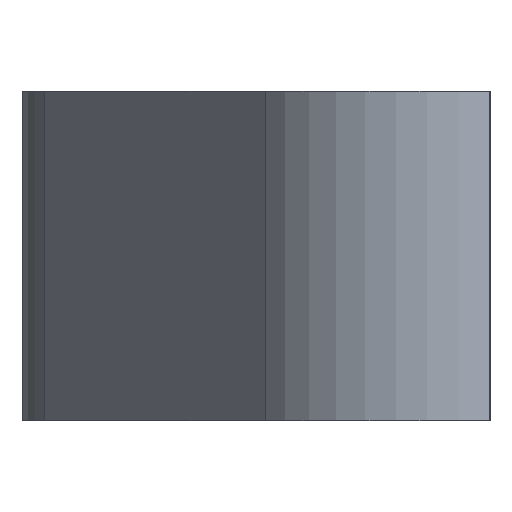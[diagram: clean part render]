
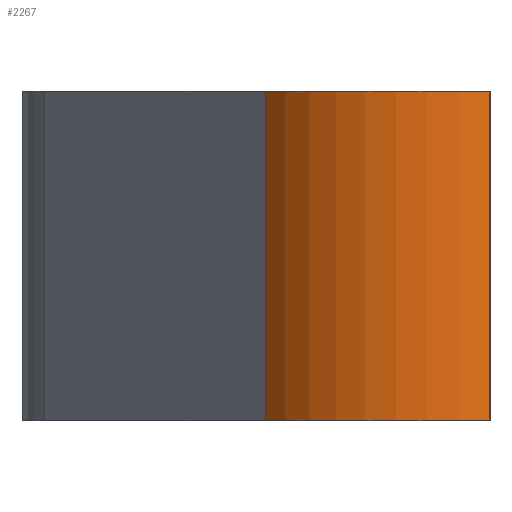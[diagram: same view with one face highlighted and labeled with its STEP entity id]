
A CAD part, left-side view. The second image highlights one B-rep face of the part: STEP entity #2267.
In plain terms, the highlighted cylindrical face has radius 5 mm (diameter 10 mm), a partial arc.
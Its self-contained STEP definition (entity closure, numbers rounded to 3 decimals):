
#44 = PLANE('',#45);
#45 = AXIS2_PLACEMENT_3D('',#46,#47,#48);
#46 = CARTESIAN_POINT('',(0.466,4.578,0.));
#47 = DIRECTION('',(-0.,-0.,-1.));
#48 = DIRECTION('',(-1.,0.,0.));
#100 = PLANE('',#101);
#101 = AXIS2_PLACEMENT_3D('',#102,#103,#104);
#102 = CARTESIAN_POINT('',(0.466,4.578,8.));
#103 = DIRECTION('',(0.,0.,1.));
#104 = DIRECTION('',(1.,0.,0.));
#524 = VERTEX_POINT('',#525);
#525 = CARTESIAN_POINT('',(-37.311,-1.36,0.));
#539 = PLANE('',#540);
#540 = AXIS2_PLACEMENT_3D('',#541,#542,#543);
#541 = CARTESIAN_POINT('',(-37.311,-1.36,0.));
#542 = DIRECTION('',(0.,1.,0.));
#543 = DIRECTION('',(1.,0.,0.));
#551 = EDGE_CURVE('',#552,#524,#554,.T.);
#552 = VERTEX_POINT('',#553);
#553 = CARTESIAN_POINT('',(-35.37,4.094,0.));
#554 = SURFACE_CURVE('',#555,(#560,#571),.PCURVE_S1.);
#555 = CIRCLE('',#556,5.);
#556 = AXIS2_PLACEMENT_3D('',#557,#558,#559);
#557 = CARTESIAN_POINT('',(-32.5,0.,0.));
#558 = DIRECTION('',(0.,0.,1.));
#559 = DIRECTION('',(1.,0.,0.));
#560 = PCURVE('',#44,#561);
#561 = DEFINITIONAL_REPRESENTATION('',(#562),#570);
#562 = ( BOUNDED_CURVE() B_SPLINE_CURVE(2,(#563,#564,#565,#566,#567,#568
,#569),.UNSPECIFIED.,.T.,.F.) B_SPLINE_CURVE_WITH_KNOTS((1,2,2,2,2,1),(
    -2.094,0.,2.094,4.189,6.283,
8.378),.UNSPECIFIED.) CURVE() GEOMETRIC_REPRESENTATION_ITEM() 
RATIONAL_B_SPLINE_CURVE((1.,0.5,1.,0.5,1.,0.5,1.)) REPRESENTATION_ITEM(
  '') );
#563 = CARTESIAN_POINT('',(27.966,-4.578));
#564 = CARTESIAN_POINT('',(27.966,4.082));
#565 = CARTESIAN_POINT('',(35.466,-0.248));
#566 = CARTESIAN_POINT('',(42.966,-4.578));
#567 = CARTESIAN_POINT('',(35.466,-8.908));
#568 = CARTESIAN_POINT('',(27.966,-13.238));
#569 = CARTESIAN_POINT('',(27.966,-4.578));
#570 = ( GEOMETRIC_REPRESENTATION_CONTEXT(2) 
PARAMETRIC_REPRESENTATION_CONTEXT() REPRESENTATION_CONTEXT('2D SPACE',''
  ) );
#571 = PCURVE('',#572,#577);
#572 = CYLINDRICAL_SURFACE('',#573,5.);
#573 = AXIS2_PLACEMENT_3D('',#574,#575,#576);
#574 = CARTESIAN_POINT('',(-32.5,0.,0.));
#575 = DIRECTION('',(-0.,-0.,-1.));
#576 = DIRECTION('',(1.,0.,0.));
#577 = DEFINITIONAL_REPRESENTATION('',(#578),#582);
#578 = LINE('',#579,#580);
#579 = CARTESIAN_POINT('',(-0.,0.));
#580 = VECTOR('',#581,1.);
#581 = DIRECTION('',(-1.,0.));
#582 = ( GEOMETRIC_REPRESENTATION_CONTEXT(2) 
PARAMETRIC_REPRESENTATION_CONTEXT() REPRESENTATION_CONTEXT('2D SPACE',''
  ) );
#600 = PLANE('',#601);
#601 = AXIS2_PLACEMENT_3D('',#602,#603,#604);
#602 = CARTESIAN_POINT('',(-35.37,4.094,0.));
#603 = DIRECTION('',(-0.574,0.819,0.));
#604 = DIRECTION('',(0.819,0.574,0.));
#1485 = VERTEX_POINT('',#1486);
#1486 = CARTESIAN_POINT('',(-35.37,4.094,8.));
#1507 = EDGE_CURVE('',#1485,#1508,#1510,.T.);
#1508 = VERTEX_POINT('',#1509);
#1509 = CARTESIAN_POINT('',(-37.311,-1.36,8.));
#1510 = SURFACE_CURVE('',#1511,(#1516,#1523),.PCURVE_S1.);
#1511 = CIRCLE('',#1512,5.);
#1512 = AXIS2_PLACEMENT_3D('',#1513,#1514,#1515);
#1513 = CARTESIAN_POINT('',(-32.5,0.,8.));
#1514 = DIRECTION('',(0.,0.,1.));
#1515 = DIRECTION('',(1.,0.,0.));
#1516 = PCURVE('',#100,#1517);
#1517 = DEFINITIONAL_REPRESENTATION('',(#1518),#1522);
#1518 = CIRCLE('',#1519,5.);
#1519 = AXIS2_PLACEMENT_2D('',#1520,#1521);
#1520 = CARTESIAN_POINT('',(-32.966,-4.578));
#1521 = DIRECTION('',(1.,0.));
#1522 = ( GEOMETRIC_REPRESENTATION_CONTEXT(2) 
PARAMETRIC_REPRESENTATION_CONTEXT() REPRESENTATION_CONTEXT('2D SPACE',''
  ) );
#1523 = PCURVE('',#572,#1524);
#1524 = DEFINITIONAL_REPRESENTATION('',(#1525),#1529);
#1525 = LINE('',#1526,#1527);
#1526 = CARTESIAN_POINT('',(-0.,-8.));
#1527 = VECTOR('',#1528,1.);
#1528 = DIRECTION('',(-1.,0.));
#1529 = ( GEOMETRIC_REPRESENTATION_CONTEXT(2) 
PARAMETRIC_REPRESENTATION_CONTEXT() REPRESENTATION_CONTEXT('2D SPACE',''
  ) );
#2217 = EDGE_CURVE('',#552,#1485,#2218,.T.);
#2218 = SURFACE_CURVE('',#2219,(#2223,#2230),.PCURVE_S1.);
#2219 = LINE('',#2220,#2221);
#2220 = CARTESIAN_POINT('',(-35.37,4.094,0.));
#2221 = VECTOR('',#2222,1.);
#2222 = DIRECTION('',(0.,0.,1.));
#2223 = PCURVE('',#600,#2224);
#2224 = DEFINITIONAL_REPRESENTATION('',(#2225),#2229);
#2225 = LINE('',#2226,#2227);
#2226 = CARTESIAN_POINT('',(0.,0.));
#2227 = VECTOR('',#2228,1.);
#2228 = DIRECTION('',(0.,-1.));
#2229 = ( GEOMETRIC_REPRESENTATION_CONTEXT(2) 
PARAMETRIC_REPRESENTATION_CONTEXT() REPRESENTATION_CONTEXT('2D SPACE',''
  ) );
#2230 = PCURVE('',#572,#2231);
#2231 = DEFINITIONAL_REPRESENTATION('',(#2232),#2236);
#2232 = LINE('',#2233,#2234);
#2233 = CARTESIAN_POINT('',(-2.182,0.));
#2234 = VECTOR('',#2235,1.);
#2235 = DIRECTION('',(-0.,-1.));
#2236 = ( GEOMETRIC_REPRESENTATION_CONTEXT(2) 
PARAMETRIC_REPRESENTATION_CONTEXT() REPRESENTATION_CONTEXT('2D SPACE',''
  ) );
#2267 = ADVANCED_FACE('',(#2268),#572,.T.);
#2268 = FACE_BOUND('',#2269,.F.);
#2269 = EDGE_LOOP('',(#2270,#2271,#2272,#2293));
#2270 = ORIENTED_EDGE('',*,*,#2217,.T.);
#2271 = ORIENTED_EDGE('',*,*,#1507,.T.);
#2272 = ORIENTED_EDGE('',*,*,#2273,.F.);
#2273 = EDGE_CURVE('',#524,#1508,#2274,.T.);
#2274 = SURFACE_CURVE('',#2275,(#2279,#2286),.PCURVE_S1.);
#2275 = LINE('',#2276,#2277);
#2276 = CARTESIAN_POINT('',(-37.311,-1.36,0.));
#2277 = VECTOR('',#2278,1.);
#2278 = DIRECTION('',(0.,0.,1.));
#2279 = PCURVE('',#572,#2280);
#2280 = DEFINITIONAL_REPRESENTATION('',(#2281),#2285);
#2281 = LINE('',#2282,#2283);
#2282 = CARTESIAN_POINT('',(-3.417,0.));
#2283 = VECTOR('',#2284,1.);
#2284 = DIRECTION('',(-0.,-1.));
#2285 = ( GEOMETRIC_REPRESENTATION_CONTEXT(2) 
PARAMETRIC_REPRESENTATION_CONTEXT() REPRESENTATION_CONTEXT('2D SPACE',''
  ) );
#2286 = PCURVE('',#539,#2287);
#2287 = DEFINITIONAL_REPRESENTATION('',(#2288),#2292);
#2288 = LINE('',#2289,#2290);
#2289 = CARTESIAN_POINT('',(0.,0.));
#2290 = VECTOR('',#2291,1.);
#2291 = DIRECTION('',(0.,-1.));
#2292 = ( GEOMETRIC_REPRESENTATION_CONTEXT(2) 
PARAMETRIC_REPRESENTATION_CONTEXT() REPRESENTATION_CONTEXT('2D SPACE',''
  ) );
#2293 = ORIENTED_EDGE('',*,*,#551,.F.);
